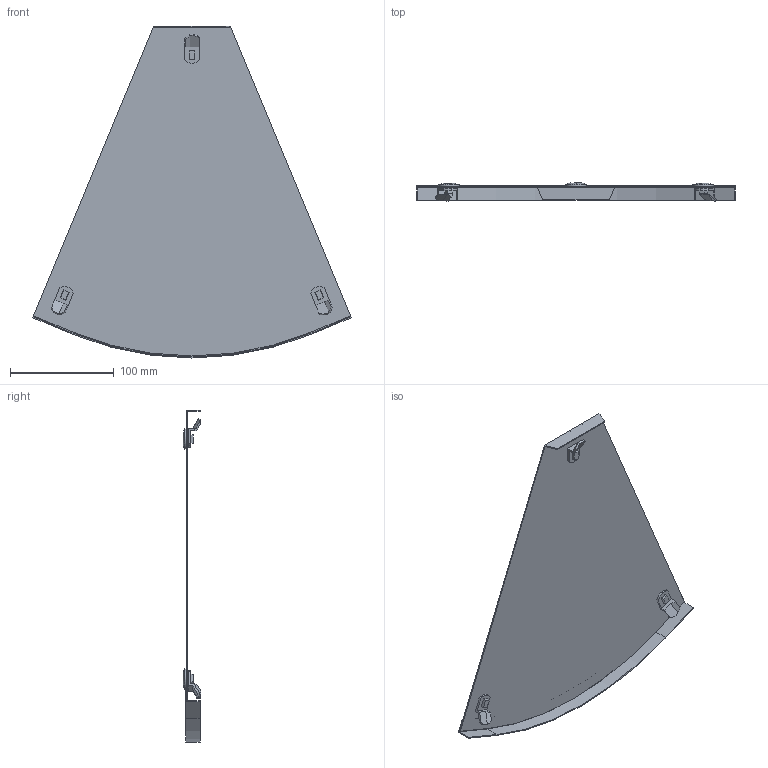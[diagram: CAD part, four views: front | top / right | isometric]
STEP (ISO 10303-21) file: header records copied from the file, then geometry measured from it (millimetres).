
FILE_DESCRIPTION (( 'STEP AP214' ), '1' );
FILE_NAME ('7128851.stp', '2019-06-14T07:42:48', ( '' ), ( '' ), 'SwSTEP 2.0', 'SolidWorks 2018', '' );
FILE_SCHEMA (( 'AUTOMOTIVE_DESIGN' ));
Length unit declared in the file: millimetre
Products named in the file (6): 7128851; KTS 08.081-003_Standard; KTS 08.082-005_Standard; KTS 08.038-111_DD FS, NB=300; KTS 08.080-022_Standard; KTS 08.038-115_R=300,5  A=41,5
Assembly tree (7 placements, depth 3):
  7128851
    KTS 08.038-111_DD FS, NB=300
    KTS 08.038-115_R=300,5  A=41,5
    KTS 08.080-022_Standard  x3
      KTS 08.082-005_Standard
      KTS 08.081-003_Standard
Bounding box: 306.67 x 16.98 x 319.81 mm (x, y, z)
Volume: 75502.7 mm3; surface area: 147114.2 mm2
Topology: 8 solids, 8 shells, 169 faces, 414 edges, 270 vertices
Faces by surface type: plane 100, cylinder 46, torus 12, bspline 11
Entity records: 2751 total; most frequent: CARTESIAN_POINT 626, ORIENTED_EDGE 396, DIRECTION 394, EDGE_CURVE 198, AXIS2_PLACEMENT_3D 135, VERTEX_POINT 130, LINE 124, VECTOR 124
